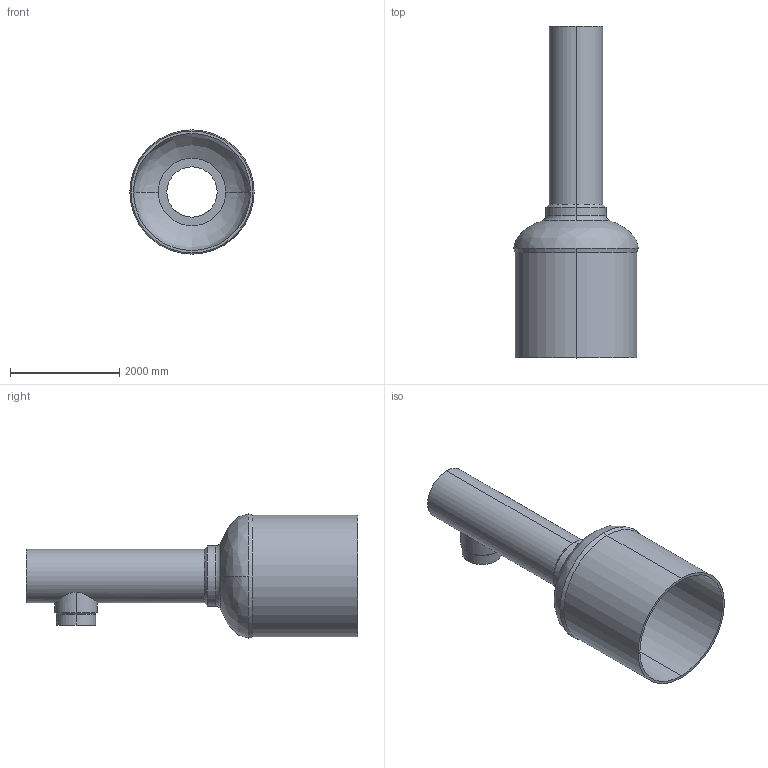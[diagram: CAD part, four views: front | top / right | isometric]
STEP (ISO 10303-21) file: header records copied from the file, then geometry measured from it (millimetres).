
FILE_DESCRIPTION (( 'STEP AP214' ), '1' );
FILE_NAME ('technipbRIPO.STEP', '2012-10-19T12:48:11', ( 'Mtzb' ), ( 'iut' ), 'SwSTEP 2.0', 'SolidWorks 2011', '' );
FILE_SCHEMA (( 'AUTOMOTIVE_DESIGN' ));
Length unit declared in the file: millimetre
Products named in the file (1): technipbRIPO
Bounding box: 2270 x 6064 x 2270 mm (x, y, z)
Volume: 1375877203.6 mm3; surface area: 59808969 mm2
Topology: 1 solids, 1 shells, 34 faces, 84 edges, 52 vertices
Faces by surface type: cylinder 18, cone 6, bspline 4, plane 4, torus 2
Entity records: 1573 total; most frequent: CARTESIAN_POINT 728, DIRECTION 180, ORIENTED_EDGE 168, EDGE_CURVE 84, AXIS2_PLACEMENT_3D 77, VERTEX_POINT 52, CIRCLE 46, EDGE_LOOP 38
